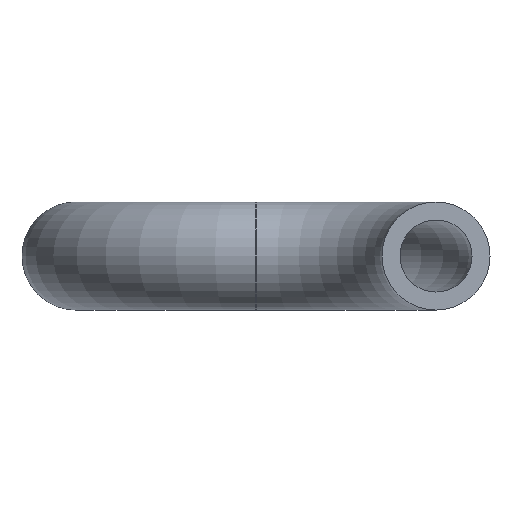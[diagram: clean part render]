
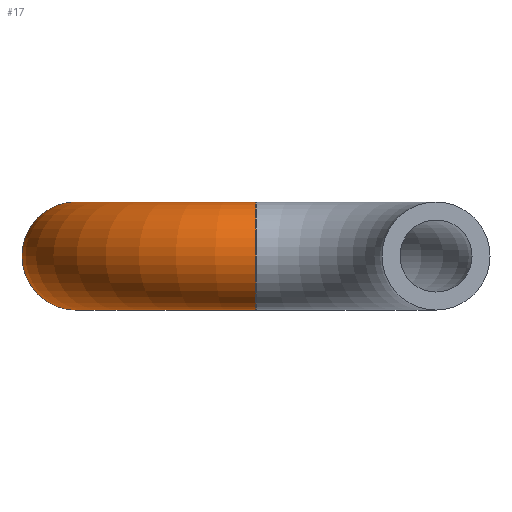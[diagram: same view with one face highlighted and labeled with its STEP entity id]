
A CAD part, front view. The second image highlights one B-rep face of the part: STEP entity #17.
In plain terms, the highlighted toroidal (fillet/blend) face has major radius 10 mm and minor radius 3 mm.
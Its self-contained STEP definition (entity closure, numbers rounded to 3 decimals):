
#17 = ADVANCED_FACE('',(#18),#33,.T.);
#18 = FACE_BOUND('',#19,.T.);
#19 = EDGE_LOOP('',(#20,#51,#82,#83));
#20 = ORIENTED_EDGE('',*,*,#21,.T.);
#21 = EDGE_CURVE('',#22,#24,#26,.T.);
#22 = VERTEX_POINT('',#23);
#23 = CARTESIAN_POINT('',(-13.,20.,0.));
#24 = VERTEX_POINT('',#25);
#25 = CARTESIAN_POINT('',(0.,7.,0.));
#26 = SEAM_CURVE('',#27,(#32,#44),.PCURVE_S1.);
#27 = CIRCLE('',#28,13.);
#28 = AXIS2_PLACEMENT_3D('',#29,#30,#31);
#29 = CARTESIAN_POINT('',(0.,20.,0.));
#30 = DIRECTION('',(0.,0.,1.));
#31 = DIRECTION('',(-1.,0.,0.));
#32 = PCURVE('',#33,#38);
#33 = TOROIDAL_SURFACE('',#34,10.,3.);
#34 = AXIS2_PLACEMENT_3D('',#35,#36,#37);
#35 = CARTESIAN_POINT('',(0.,20.,0.));
#36 = DIRECTION('',(0.,0.,1.));
#37 = DIRECTION('',(-1.,0.,0.));
#38 = DEFINITIONAL_REPRESENTATION('',(#39),#43);
#39 = LINE('',#40,#41);
#40 = CARTESIAN_POINT('',(0.,0.));
#41 = VECTOR('',#42,1.);
#42 = DIRECTION('',(1.,0.));
#43 = ( GEOMETRIC_REPRESENTATION_CONTEXT(2) 
PARAMETRIC_REPRESENTATION_CONTEXT() REPRESENTATION_CONTEXT('2D SPACE',''
  ) );
#44 = PCURVE('',#33,#45);
#45 = DEFINITIONAL_REPRESENTATION('',(#46),#50);
#46 = LINE('',#47,#48);
#47 = CARTESIAN_POINT('',(0.,6.283));
#48 = VECTOR('',#49,1.);
#49 = DIRECTION('',(1.,0.));
#50 = ( GEOMETRIC_REPRESENTATION_CONTEXT(2) 
PARAMETRIC_REPRESENTATION_CONTEXT() REPRESENTATION_CONTEXT('2D SPACE',''
  ) );
#51 = ORIENTED_EDGE('',*,*,#52,.T.);
#52 = EDGE_CURVE('',#24,#24,#53,.T.);
#53 = SURFACE_CURVE('',#54,(#59,#66),.PCURVE_S1.);
#54 = CIRCLE('',#55,3.);
#55 = AXIS2_PLACEMENT_3D('',#56,#57,#58);
#56 = CARTESIAN_POINT('',(0.,10.,0.));
#57 = DIRECTION('',(-1.,0.,0.));
#58 = DIRECTION('',(0.,-1.,0.));
#59 = PCURVE('',#33,#60);
#60 = DEFINITIONAL_REPRESENTATION('',(#61),#65);
#61 = LINE('',#62,#63);
#62 = CARTESIAN_POINT('',(1.571,0.));
#63 = VECTOR('',#64,1.);
#64 = DIRECTION('',(0.,1.));
#65 = ( GEOMETRIC_REPRESENTATION_CONTEXT(2) 
PARAMETRIC_REPRESENTATION_CONTEXT() REPRESENTATION_CONTEXT('2D SPACE',''
  ) );
#66 = PCURVE('',#67,#72);
#67 = PLANE('',#68);
#68 = AXIS2_PLACEMENT_3D('',#69,#70,#71);
#69 = CARTESIAN_POINT('',(0.,10.,0.));
#70 = DIRECTION('',(1.,0.,0.));
#71 = DIRECTION('',(-0.,0.,1.));
#72 = DEFINITIONAL_REPRESENTATION('',(#73),#81);
#73 = ( BOUNDED_CURVE() B_SPLINE_CURVE(2,(#74,#75,#76,#77,#78,#79,#80),
.UNSPECIFIED.,.T.,.F.) B_SPLINE_CURVE_WITH_KNOTS((1,2,2,2,2,1),(
    -2.094,0.,2.094,4.189,6.283,
8.378),.UNSPECIFIED.) CURVE() GEOMETRIC_REPRESENTATION_ITEM() 
RATIONAL_B_SPLINE_CURVE((1.,0.5,1.,0.5,1.,0.5,1.)) REPRESENTATION_ITEM(
  '') );
#74 = CARTESIAN_POINT('',(0.,3.));
#75 = CARTESIAN_POINT('',(5.196,3.));
#76 = CARTESIAN_POINT('',(2.598,-1.5));
#77 = CARTESIAN_POINT('',(0.,-6.));
#78 = CARTESIAN_POINT('',(-2.598,-1.5));
#79 = CARTESIAN_POINT('',(-5.196,3.));
#80 = CARTESIAN_POINT('',(0.,3.));
#81 = ( GEOMETRIC_REPRESENTATION_CONTEXT(2) 
PARAMETRIC_REPRESENTATION_CONTEXT() REPRESENTATION_CONTEXT('2D SPACE',''
  ) );
#82 = ORIENTED_EDGE('',*,*,#21,.F.);
#83 = ORIENTED_EDGE('',*,*,#84,.F.);
#84 = EDGE_CURVE('',#22,#22,#85,.T.);
#85 = SURFACE_CURVE('',#86,(#91,#98),.PCURVE_S1.);
#86 = CIRCLE('',#87,3.);
#87 = AXIS2_PLACEMENT_3D('',#88,#89,#90);
#88 = CARTESIAN_POINT('',(-10.,20.,0.));
#89 = DIRECTION('',(0.,1.,0.));
#90 = DIRECTION('',(-1.,0.,0.));
#91 = PCURVE('',#33,#92);
#92 = DEFINITIONAL_REPRESENTATION('',(#93),#97);
#93 = LINE('',#94,#95);
#94 = CARTESIAN_POINT('',(0.,0.));
#95 = VECTOR('',#96,1.);
#96 = DIRECTION('',(0.,1.));
#97 = ( GEOMETRIC_REPRESENTATION_CONTEXT(2) 
PARAMETRIC_REPRESENTATION_CONTEXT() REPRESENTATION_CONTEXT('2D SPACE',''
  ) );
#98 = PCURVE('',#99,#104);
#99 = PLANE('',#100);
#100 = AXIS2_PLACEMENT_3D('',#101,#102,#103);
#101 = CARTESIAN_POINT('',(-10.,20.,0.));
#102 = DIRECTION('',(0.,-1.,0.));
#103 = DIRECTION('',(-0.,0.,1.));
#104 = DEFINITIONAL_REPRESENTATION('',(#105),#113);
#105 = ( BOUNDED_CURVE() B_SPLINE_CURVE(2,(#106,#107,#108,#109,#110,#111
,#112),.UNSPECIFIED.,.T.,.F.) B_SPLINE_CURVE_WITH_KNOTS((1,2,2,2,2,1),(
    -2.094,0.,2.094,4.189,6.283,
8.378),.UNSPECIFIED.) CURVE() GEOMETRIC_REPRESENTATION_ITEM() 
RATIONAL_B_SPLINE_CURVE((1.,0.5,1.,0.5,1.,0.5,1.)) REPRESENTATION_ITEM(
  '') );
#106 = CARTESIAN_POINT('',(0.,3.));
#107 = CARTESIAN_POINT('',(5.196,3.));
#108 = CARTESIAN_POINT('',(2.598,-1.5));
#109 = CARTESIAN_POINT('',(0.,-6.));
#110 = CARTESIAN_POINT('',(-2.598,-1.5));
#111 = CARTESIAN_POINT('',(-5.196,3.));
#112 = CARTESIAN_POINT('',(0.,3.));
#113 = ( GEOMETRIC_REPRESENTATION_CONTEXT(2) 
PARAMETRIC_REPRESENTATION_CONTEXT() REPRESENTATION_CONTEXT('2D SPACE',''
  ) );
